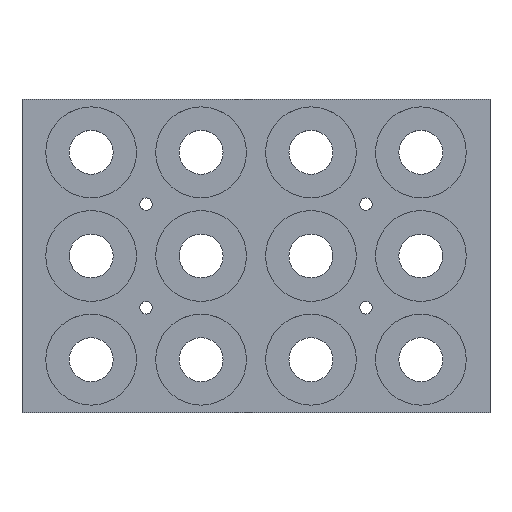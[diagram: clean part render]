
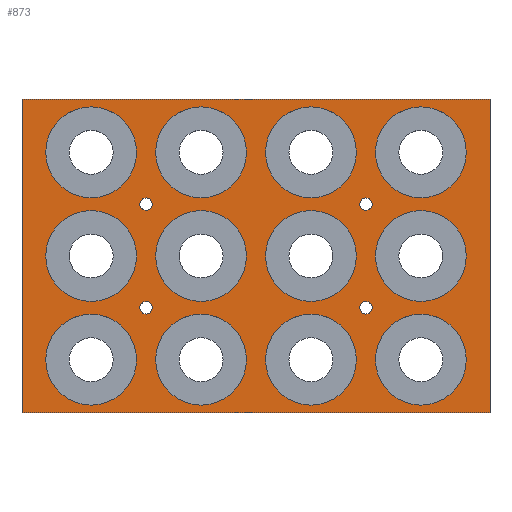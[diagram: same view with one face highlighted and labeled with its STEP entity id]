
A CAD part, top view. The second image highlights one B-rep face of the part: STEP entity #873.
In plain terms, the highlighted planar face has unit normal (0, 0, 1).
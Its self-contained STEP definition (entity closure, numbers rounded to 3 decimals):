
#49=LINE('',#1505,#93);
#52=LINE('',#1511,#96);
#55=LINE('',#1517,#99);
#58=LINE('',#1521,#102);
#93=VECTOR('',#1269,10.);
#96=VECTOR('',#1274,10.);
#99=VECTOR('',#1279,10.);
#102=VECTOR('',#1284,10.);
#151=FACE_BOUND('',#306,.T.);
#152=FACE_BOUND('',#307,.T.);
#153=FACE_BOUND('',#308,.T.);
#154=FACE_BOUND('',#309,.T.);
#155=FACE_BOUND('',#310,.T.);
#156=FACE_BOUND('',#311,.T.);
#157=FACE_BOUND('',#312,.T.);
#158=FACE_BOUND('',#313,.T.);
#159=FACE_BOUND('',#314,.T.);
#160=FACE_BOUND('',#315,.T.);
#161=FACE_BOUND('',#316,.T.);
#162=FACE_BOUND('',#317,.T.);
#163=FACE_BOUND('',#318,.T.);
#164=FACE_BOUND('',#319,.T.);
#165=FACE_BOUND('',#320,.T.);
#166=FACE_BOUND('',#321,.T.);
#235=FACE_OUTER_BOUND('',#305,.T.);
#305=EDGE_LOOP('',(#759,#760,#761,#762));
#306=EDGE_LOOP('',(#763));
#307=EDGE_LOOP('',(#764));
#308=EDGE_LOOP('',(#765));
#309=EDGE_LOOP('',(#766));
#310=EDGE_LOOP('',(#767));
#311=EDGE_LOOP('',(#768));
#312=EDGE_LOOP('',(#769));
#313=EDGE_LOOP('',(#770));
#314=EDGE_LOOP('',(#771));
#315=EDGE_LOOP('',(#772));
#316=EDGE_LOOP('',(#773));
#317=EDGE_LOOP('',(#774));
#318=EDGE_LOOP('',(#775));
#319=EDGE_LOOP('',(#776));
#320=EDGE_LOOP('',(#777));
#321=EDGE_LOOP('',(#778));
#342=CIRCLE('',#895,1.7);
#346=CIRCLE('',#902,1.7);
#350=CIRCLE('',#909,1.7);
#354=CIRCLE('',#916,1.7);
#357=CIRCLE('',#921,12.4);
#361=CIRCLE('',#928,12.4);
#365=CIRCLE('',#935,12.4);
#369=CIRCLE('',#942,12.4);
#373=CIRCLE('',#949,12.4);
#377=CIRCLE('',#956,12.4);
#381=CIRCLE('',#963,12.4);
#385=CIRCLE('',#970,12.4);
#389=CIRCLE('',#977,12.4);
#393=CIRCLE('',#984,12.4);
#397=CIRCLE('',#991,12.4);
#401=CIRCLE('',#998,12.4);
#406=VERTEX_POINT('',#1300);
#410=VERTEX_POINT('',#1313);
#414=VERTEX_POINT('',#1326);
#418=VERTEX_POINT('',#1339);
#421=VERTEX_POINT('',#1348);
#425=VERTEX_POINT('',#1361);
#429=VERTEX_POINT('',#1374);
#433=VERTEX_POINT('',#1387);
#437=VERTEX_POINT('',#1400);
#441=VERTEX_POINT('',#1413);
#445=VERTEX_POINT('',#1426);
#449=VERTEX_POINT('',#1439);
#453=VERTEX_POINT('',#1452);
#457=VERTEX_POINT('',#1465);
#461=VERTEX_POINT('',#1478);
#465=VERTEX_POINT('',#1491);
#469=VERTEX_POINT('',#1502);
#470=VERTEX_POINT('',#1504);
#472=VERTEX_POINT('',#1510);
#474=VERTEX_POINT('',#1516);
#480=EDGE_CURVE('',#406,#406,#342,.T.);
#486=EDGE_CURVE('',#410,#410,#346,.T.);
#492=EDGE_CURVE('',#414,#414,#350,.T.);
#498=EDGE_CURVE('',#418,#418,#354,.T.);
#501=EDGE_CURVE('',#421,#421,#357,.T.);
#507=EDGE_CURVE('',#425,#425,#361,.T.);
#513=EDGE_CURVE('',#429,#429,#365,.T.);
#519=EDGE_CURVE('',#433,#433,#369,.T.);
#525=EDGE_CURVE('',#437,#437,#373,.T.);
#531=EDGE_CURVE('',#441,#441,#377,.T.);
#537=EDGE_CURVE('',#445,#445,#381,.T.);
#543=EDGE_CURVE('',#449,#449,#385,.T.);
#549=EDGE_CURVE('',#453,#453,#389,.T.);
#555=EDGE_CURVE('',#457,#457,#393,.T.);
#561=EDGE_CURVE('',#461,#461,#397,.T.);
#567=EDGE_CURVE('',#465,#465,#401,.T.);
#573=EDGE_CURVE('',#470,#469,#49,.T.);
#576=EDGE_CURVE('',#472,#470,#52,.T.);
#579=EDGE_CURVE('',#474,#472,#55,.T.);
#582=EDGE_CURVE('',#469,#474,#58,.T.);
#759=ORIENTED_EDGE('',*,*,#582,.T.);
#760=ORIENTED_EDGE('',*,*,#579,.T.);
#761=ORIENTED_EDGE('',*,*,#576,.T.);
#762=ORIENTED_EDGE('',*,*,#573,.T.);
#763=ORIENTED_EDGE('',*,*,#480,.T.);
#764=ORIENTED_EDGE('',*,*,#486,.T.);
#765=ORIENTED_EDGE('',*,*,#492,.T.);
#766=ORIENTED_EDGE('',*,*,#498,.T.);
#767=ORIENTED_EDGE('',*,*,#501,.T.);
#768=ORIENTED_EDGE('',*,*,#507,.T.);
#769=ORIENTED_EDGE('',*,*,#513,.T.);
#770=ORIENTED_EDGE('',*,*,#519,.T.);
#771=ORIENTED_EDGE('',*,*,#525,.T.);
#772=ORIENTED_EDGE('',*,*,#531,.T.);
#773=ORIENTED_EDGE('',*,*,#537,.T.);
#774=ORIENTED_EDGE('',*,*,#543,.T.);
#775=ORIENTED_EDGE('',*,*,#549,.T.);
#776=ORIENTED_EDGE('',*,*,#555,.T.);
#777=ORIENTED_EDGE('',*,*,#561,.T.);
#778=ORIENTED_EDGE('',*,*,#567,.T.);
#819=PLANE('',#1005);
#873=ADVANCED_FACE('',(#235,#151,#152,#153,#154,#155,#156,#157,#158,#159,
#160,#161,#162,#163,#164,#165,#166),#819,.T.);
#895=AXIS2_PLACEMENT_3D('',#1302,#1023,#1024);
#902=AXIS2_PLACEMENT_3D('',#1315,#1039,#1040);
#909=AXIS2_PLACEMENT_3D('',#1328,#1055,#1056);
#916=AXIS2_PLACEMENT_3D('',#1341,#1071,#1072);
#921=AXIS2_PLACEMENT_3D('',#1349,#1081,#1082);
#928=AXIS2_PLACEMENT_3D('',#1362,#1097,#1098);
#935=AXIS2_PLACEMENT_3D('',#1375,#1113,#1114);
#942=AXIS2_PLACEMENT_3D('',#1388,#1129,#1130);
#949=AXIS2_PLACEMENT_3D('',#1401,#1145,#1146);
#956=AXIS2_PLACEMENT_3D('',#1414,#1161,#1162);
#963=AXIS2_PLACEMENT_3D('',#1427,#1177,#1178);
#970=AXIS2_PLACEMENT_3D('',#1440,#1193,#1194);
#977=AXIS2_PLACEMENT_3D('',#1453,#1209,#1210);
#984=AXIS2_PLACEMENT_3D('',#1466,#1225,#1226);
#991=AXIS2_PLACEMENT_3D('',#1479,#1241,#1242);
#998=AXIS2_PLACEMENT_3D('',#1492,#1257,#1258);
#1005=AXIS2_PLACEMENT_3D('',#1522,#1285,#1286);
#1023=DIRECTION('center_axis',(0.,0.,-1.));
#1024=DIRECTION('ref_axis',(-1.,0.,0.));
#1039=DIRECTION('center_axis',(0.,0.,-1.));
#1040=DIRECTION('ref_axis',(-1.,0.,0.));
#1055=DIRECTION('center_axis',(0.,0.,-1.));
#1056=DIRECTION('ref_axis',(-1.,0.,0.));
#1071=DIRECTION('center_axis',(0.,0.,-1.));
#1072=DIRECTION('ref_axis',(-1.,0.,0.));
#1081=DIRECTION('center_axis',(0.,0.,-1.));
#1082=DIRECTION('ref_axis',(1.,0.,0.));
#1097=DIRECTION('center_axis',(0.,0.,-1.));
#1098=DIRECTION('ref_axis',(1.,0.,0.));
#1113=DIRECTION('center_axis',(0.,0.,-1.));
#1114=DIRECTION('ref_axis',(1.,0.,0.));
#1129=DIRECTION('center_axis',(0.,0.,-1.));
#1130=DIRECTION('ref_axis',(1.,0.,0.));
#1145=DIRECTION('center_axis',(0.,0.,-1.));
#1146=DIRECTION('ref_axis',(1.,0.,0.));
#1161=DIRECTION('center_axis',(0.,0.,-1.));
#1162=DIRECTION('ref_axis',(1.,0.,0.));
#1177=DIRECTION('center_axis',(0.,0.,-1.));
#1178=DIRECTION('ref_axis',(1.,0.,0.));
#1193=DIRECTION('center_axis',(0.,0.,-1.));
#1194=DIRECTION('ref_axis',(1.,0.,0.));
#1209=DIRECTION('center_axis',(0.,0.,-1.));
#1210=DIRECTION('ref_axis',(1.,0.,0.));
#1225=DIRECTION('center_axis',(0.,0.,-1.));
#1226=DIRECTION('ref_axis',(1.,0.,0.));
#1241=DIRECTION('center_axis',(0.,0.,-1.));
#1242=DIRECTION('ref_axis',(1.,0.,0.));
#1257=DIRECTION('center_axis',(0.,0.,-1.));
#1258=DIRECTION('ref_axis',(1.,0.,0.));
#1269=DIRECTION('',(0.,-1.,0.));
#1274=DIRECTION('',(-1.,0.,0.));
#1279=DIRECTION('',(0.,1.,0.));
#1284=DIRECTION('',(1.,0.,0.));
#1285=DIRECTION('center_axis',(0.,0.,1.));
#1286=DIRECTION('ref_axis',(1.,0.,0.));
#1300=CARTESIAN_POINT('',(95.583,-56.895,5.));
#1302=CARTESIAN_POINT('Origin',(93.883,-56.895,5.));
#1313=CARTESIAN_POINT('',(35.577,-56.895,5.));
#1315=CARTESIAN_POINT('Origin',(33.877,-56.895,5.));
#1326=CARTESIAN_POINT('',(35.577,-28.587,5.));
#1328=CARTESIAN_POINT('Origin',(33.877,-28.587,5.));
#1339=CARTESIAN_POINT('',(95.583,-28.587,5.));
#1341=CARTESIAN_POINT('Origin',(93.883,-28.587,5.));
#1348=CARTESIAN_POINT('',(96.484,-42.74,5.));
#1349=CARTESIAN_POINT('Origin',(108.884,-42.74,5.));
#1361=CARTESIAN_POINT('',(66.481,-71.048,5.));
#1362=CARTESIAN_POINT('Origin',(78.881,-71.048,5.));
#1374=CARTESIAN_POINT('',(66.481,-14.433,5.));
#1375=CARTESIAN_POINT('Origin',(78.881,-14.433,5.));
#1387=CARTESIAN_POINT('',(36.478,-42.74,5.));
#1388=CARTESIAN_POINT('Origin',(48.878,-42.74,5.));
#1400=CARTESIAN_POINT('',(6.475,-71.048,5.));
#1401=CARTESIAN_POINT('Origin',(18.875,-71.048,5.));
#1413=CARTESIAN_POINT('',(6.475,-14.433,5.));
#1414=CARTESIAN_POINT('Origin',(18.875,-14.433,5.));
#1426=CARTESIAN_POINT('',(6.475,-42.74,5.));
#1427=CARTESIAN_POINT('Origin',(18.875,-42.74,5.));
#1439=CARTESIAN_POINT('',(36.478,-71.048,5.));
#1440=CARTESIAN_POINT('Origin',(48.878,-71.048,5.));
#1452=CARTESIAN_POINT('',(36.478,-14.433,5.));
#1453=CARTESIAN_POINT('Origin',(48.878,-14.433,5.));
#1465=CARTESIAN_POINT('',(66.481,-42.74,5.));
#1466=CARTESIAN_POINT('Origin',(78.881,-42.74,5.));
#1478=CARTESIAN_POINT('',(96.484,-71.048,5.));
#1479=CARTESIAN_POINT('Origin',(108.884,-71.048,5.));
#1491=CARTESIAN_POINT('',(96.484,-14.433,5.));
#1492=CARTESIAN_POINT('Origin',(108.884,-14.433,5.));
#1502=CARTESIAN_POINT('',(0.,-85.48,5.));
#1504=CARTESIAN_POINT('',(0.,0.,5.));
#1505=CARTESIAN_POINT('',(0.,-85.48,5.));
#1510=CARTESIAN_POINT('',(127.76,0.,5.));
#1511=CARTESIAN_POINT('',(0.,0.,5.));
#1516=CARTESIAN_POINT('',(127.76,-85.48,5.));
#1517=CARTESIAN_POINT('',(127.76,0.,5.));
#1521=CARTESIAN_POINT('',(127.76,-85.48,5.));
#1522=CARTESIAN_POINT('Origin',(63.88,-42.74,5.));
